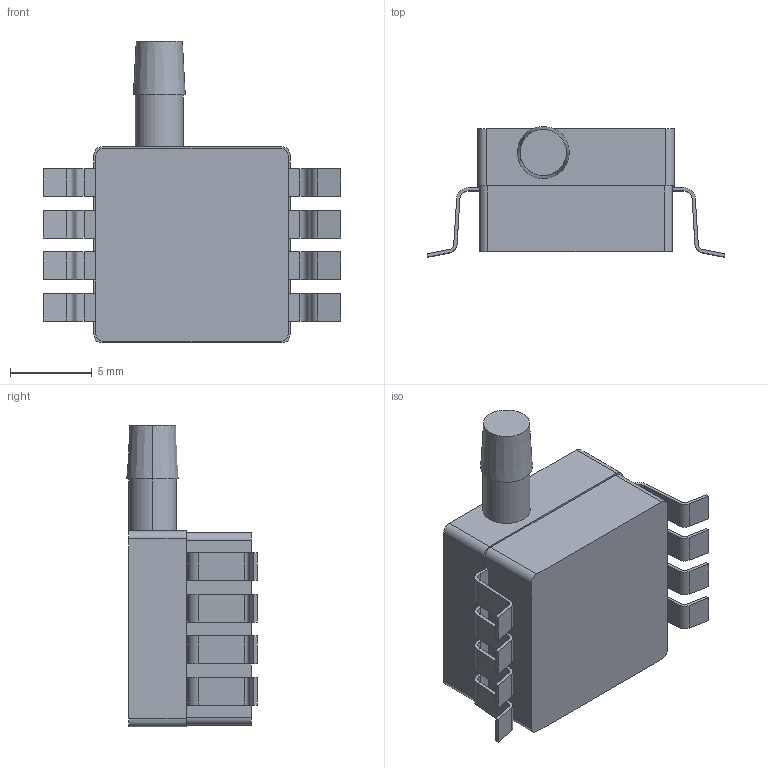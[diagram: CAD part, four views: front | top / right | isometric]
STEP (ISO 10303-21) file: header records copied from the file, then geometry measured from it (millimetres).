
FILE_DESCRIPTION (( 'STEP AP214' ), '1' );
FILE_NAME ('ELD900.STEP', '2013-06-05T15:00:53', ( '' ), ( '' ), 'SwSTEP 2.0', 'SolidWorks 2011', '' );
FILE_SCHEMA (( 'AUTOMOTIVE_DESIGN' ));
Length unit declared in the file: millimetre
Products named in the file (1): ELD900
Bounding box: 18.21 x 7.97 x 18.47 mm (x, y, z)
Volume: 1121.3 mm3; surface area: 893.8 mm2
Topology: 1 solids, 1 shells, 129 faces, 350 edges, 233 vertices
Faces by surface type: plane 85, cylinder 42, cone 2
Entity records: 4099 total; most frequent: CARTESIAN_POINT 713, ORIENTED_EDGE 700, DIRECTION 699, EDGE_CURVE 350, LINE 261, VECTOR 261, VERTEX_POINT 233, AXIS2_PLACEMENT_3D 219
